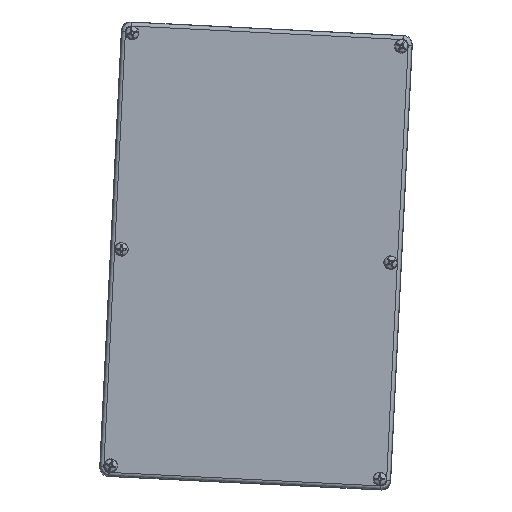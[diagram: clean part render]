
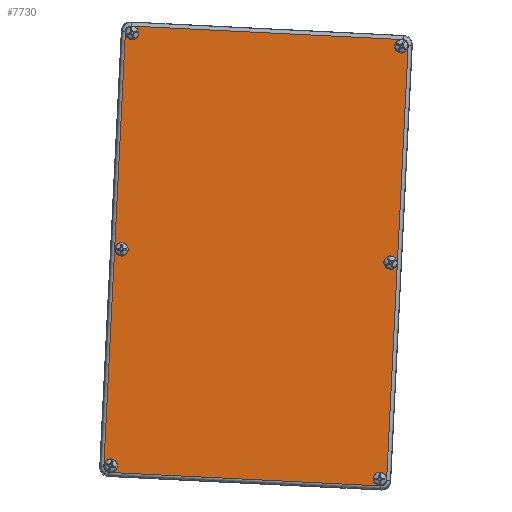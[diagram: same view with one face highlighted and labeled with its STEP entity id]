
A CAD part, left-side view. The second image highlights one B-rep face of the part: STEP entity #7730.
In plain terms, the highlighted planar face has unit normal (-1, 0, 0).
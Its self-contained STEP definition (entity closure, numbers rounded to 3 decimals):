
#92=LINE('',#12447,#590);
#94=LINE('',#12583,#592);
#95=LINE('',#12588,#593);
#97=LINE('',#12721,#595);
#590=VECTOR('',#9638,14.951);
#592=VECTOR('',#9656,23.951);
#593=VECTOR('',#9661,23.951);
#595=VECTOR('',#9677,14.951);
#1080=ELLIPSE('',#8357,0.3,0.3);
#1081=ELLIPSE('',#8359,0.3,0.3);
#1084=ELLIPSE('',#8367,0.3,0.3);
#1085=ELLIPSE('',#8369,0.3,0.3);
#1121=PLANE('',#8378);
#1581=FACE_BOUND('',#2375,.T.);
#1582=FACE_BOUND('',#2376,.T.);
#1583=FACE_BOUND('',#2377,.T.);
#1584=FACE_BOUND('',#2378,.T.);
#1585=FACE_BOUND('',#2379,.T.);
#1586=FACE_BOUND('',#2380,.T.);
#1811=FACE_OUTER_BOUND('',#2374,.T.);
#2374=EDGE_LOOP('',(#5617,#5618,#5619,#5620,#5621,#5622,#5623,#5624));
#2375=EDGE_LOOP('',(#5625));
#2376=EDGE_LOOP('',(#5626));
#2377=EDGE_LOOP('',(#5627));
#2378=EDGE_LOOP('',(#5628));
#2379=EDGE_LOOP('',(#5629));
#2380=EDGE_LOOP('',(#5630));
#3021=CIRCLE('',#8289,0.37);
#3025=CIRCLE('',#8295,0.37);
#3029=CIRCLE('',#8301,0.37);
#3033=CIRCLE('',#8307,0.37);
#3037=CIRCLE('',#8313,0.37);
#3041=CIRCLE('',#8319,0.37);
#3604=VERTEX_POINT('',#12335);
#3608=VERTEX_POINT('',#12345);
#3612=VERTEX_POINT('',#12355);
#3616=VERTEX_POINT('',#12365);
#3620=VERTEX_POINT('',#12375);
#3624=VERTEX_POINT('',#12385);
#3645=VERTEX_POINT('',#12440);
#3648=VERTEX_POINT('',#12445);
#3649=VERTEX_POINT('',#12508);
#3652=VERTEX_POINT('',#12574);
#3653=VERTEX_POINT('',#12579);
#3656=VERTEX_POINT('',#12586);
#3657=VERTEX_POINT('',#12650);
#3660=VERTEX_POINT('',#12716);
#4370=EDGE_CURVE('',#3604,#3604,#3021,.T.);
#4374=EDGE_CURVE('',#3608,#3608,#3025,.T.);
#4378=EDGE_CURVE('',#3612,#3612,#3029,.T.);
#4382=EDGE_CURVE('',#3616,#3616,#3033,.T.);
#4386=EDGE_CURVE('',#3620,#3620,#3037,.T.);
#4390=EDGE_CURVE('',#3624,#3624,#3041,.T.);
#4414=EDGE_CURVE('',#3648,#3645,#92,.T.);
#4417=EDGE_CURVE('',#3645,#3649,#1080,.T.);
#4419=EDGE_CURVE('',#3652,#3648,#1081,.T.);
#4423=EDGE_CURVE('',#3649,#3653,#94,.T.);
#4425=EDGE_CURVE('',#3656,#3652,#95,.T.);
#4429=EDGE_CURVE('',#3653,#3657,#1084,.T.);
#4431=EDGE_CURVE('',#3660,#3656,#1085,.T.);
#4433=EDGE_CURVE('',#3657,#3660,#97,.T.);
#5617=ORIENTED_EDGE('',*,*,#4414,.F.);
#5618=ORIENTED_EDGE('',*,*,#4419,.F.);
#5619=ORIENTED_EDGE('',*,*,#4425,.F.);
#5620=ORIENTED_EDGE('',*,*,#4431,.F.);
#5621=ORIENTED_EDGE('',*,*,#4433,.F.);
#5622=ORIENTED_EDGE('',*,*,#4429,.F.);
#5623=ORIENTED_EDGE('',*,*,#4423,.F.);
#5624=ORIENTED_EDGE('',*,*,#4417,.F.);
#5625=ORIENTED_EDGE('',*,*,#4370,.T.);
#5626=ORIENTED_EDGE('',*,*,#4374,.T.);
#5627=ORIENTED_EDGE('',*,*,#4378,.T.);
#5628=ORIENTED_EDGE('',*,*,#4382,.T.);
#5629=ORIENTED_EDGE('',*,*,#4386,.T.);
#5630=ORIENTED_EDGE('',*,*,#4390,.T.);
#7730=ADVANCED_FACE('',(#1811,#1581,#1582,#1583,#1584,#1585,#1586),#1121,
 .T.);
#8289=AXIS2_PLACEMENT_3D('',#12336,#9505,#9506);
#8295=AXIS2_PLACEMENT_3D('',#12346,#9517,#9518);
#8301=AXIS2_PLACEMENT_3D('',#12356,#9529,#9530);
#8307=AXIS2_PLACEMENT_3D('',#12366,#9541,#9542);
#8313=AXIS2_PLACEMENT_3D('',#12376,#9553,#9554);
#8319=AXIS2_PLACEMENT_3D('',#12386,#9565,#9566);
#8357=AXIS2_PLACEMENT_3D('',#12512,#9643,#9644);
#8359=AXIS2_PLACEMENT_3D('',#12576,#9647,#9648);
#8367=AXIS2_PLACEMENT_3D('',#12654,#9667,#9668);
#8369=AXIS2_PLACEMENT_3D('',#12718,#9671,#9672);
#8378=AXIS2_PLACEMENT_3D('',#12741,#9698,#9699);
#9505=DIRECTION('center_axis',(1.,0.,0.));
#9506=DIRECTION('ref_axis',(0.,0.,1.));
#9517=DIRECTION('center_axis',(1.,0.,0.));
#9518=DIRECTION('ref_axis',(0.,0.,1.));
#9529=DIRECTION('center_axis',(1.,0.,0.));
#9530=DIRECTION('ref_axis',(0.,0.,1.));
#9541=DIRECTION('center_axis',(1.,0.,0.));
#9542=DIRECTION('ref_axis',(0.,0.,1.));
#9553=DIRECTION('center_axis',(1.,0.,0.));
#9554=DIRECTION('ref_axis',(0.,0.,1.));
#9565=DIRECTION('center_axis',(1.,0.,0.));
#9566=DIRECTION('ref_axis',(0.,0.,1.));
#9638=DIRECTION('',(0.,-1.,0.));
#9643=DIRECTION('center_axis',(1.,0.,0.));
#9644=DIRECTION('ref_axis',(0.,-0.707,0.707));
#9647=DIRECTION('center_axis',(1.,0.,0.));
#9648=DIRECTION('ref_axis',(0.,0.707,0.707));
#9656=DIRECTION('',(0.,0.,-1.));
#9661=DIRECTION('',(0.,0.,1.));
#9667=DIRECTION('center_axis',(1.,0.,0.));
#9668=DIRECTION('ref_axis',(0.,-0.707,-0.707));
#9671=DIRECTION('center_axis',(1.,0.,0.));
#9672=DIRECTION('ref_axis',(0.,0.707,-0.707));
#9677=DIRECTION('',(0.,1.,0.));
#9698=DIRECTION('center_axis',(-1.,0.,0.));
#9699=DIRECTION('ref_axis',(0.,0.,1.));
#12335=CARTESIAN_POINT('',(42.094,27.434,0.23));
#12336=CARTESIAN_POINT('Origin',(42.094,27.434,0.6));
#12345=CARTESIAN_POINT('',(42.094,27.434,12.13));
#12346=CARTESIAN_POINT('Origin',(42.094,27.434,12.5));
#12355=CARTESIAN_POINT('',(42.094,27.434,24.03));
#12356=CARTESIAN_POINT('Origin',(42.094,27.434,24.4));
#12365=CARTESIAN_POINT('',(42.094,42.234,0.23));
#12366=CARTESIAN_POINT('Origin',(42.094,42.234,0.6));
#12375=CARTESIAN_POINT('',(42.094,42.234,12.13));
#12376=CARTESIAN_POINT('Origin',(42.094,42.234,12.5));
#12385=CARTESIAN_POINT('',(42.094,42.234,24.03));
#12386=CARTESIAN_POINT('Origin',(42.094,42.234,24.4));
#12440=CARTESIAN_POINT('',(42.094,27.358,24.776));
#12445=CARTESIAN_POINT('',(42.094,42.309,24.776));
#12447=CARTESIAN_POINT('',(42.094,42.309,24.776));
#12508=CARTESIAN_POINT('',(42.094,27.058,24.476));
#12512=CARTESIAN_POINT('Origin',(42.094,27.358,24.476));
#12574=CARTESIAN_POINT('',(42.094,42.609,24.476));
#12576=CARTESIAN_POINT('Origin',(42.094,42.309,24.476));
#12579=CARTESIAN_POINT('',(42.094,27.058,0.524));
#12583=CARTESIAN_POINT('',(42.094,27.058,24.476));
#12586=CARTESIAN_POINT('',(42.094,42.609,0.524));
#12588=CARTESIAN_POINT('',(42.094,42.609,0.524));
#12650=CARTESIAN_POINT('',(42.094,27.358,0.224));
#12654=CARTESIAN_POINT('Origin',(42.094,27.358,0.524));
#12716=CARTESIAN_POINT('',(42.094,42.309,0.224));
#12718=CARTESIAN_POINT('Origin',(42.094,42.309,0.524));
#12721=CARTESIAN_POINT('',(42.094,27.358,0.224));
#12741=CARTESIAN_POINT('Origin',(42.094,26.859,0.));
